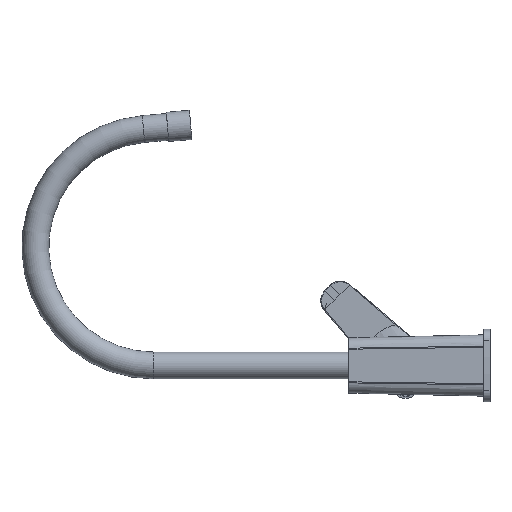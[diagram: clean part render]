
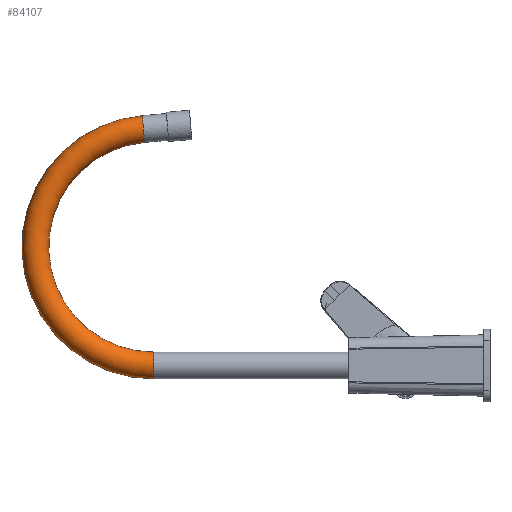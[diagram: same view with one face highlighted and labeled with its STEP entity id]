
A CAD part, left-side view. The second image highlights one B-rep face of the part: STEP entity #84107.
In plain terms, the highlighted toroidal (fillet/blend) face has major radius 97 mm and minor radius 11 mm.
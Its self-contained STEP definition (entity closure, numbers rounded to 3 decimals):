
#2171=CARTESIAN_POINT('',(0.,270.3,97.));
#2172=DIRECTION('',(1.,0.,0.));
#2173=DIRECTION('',(0.,0.,-1.));
#2174=AXIS2_PLACEMENT_3D('',#2171,#2172,#2173);
#29044=CARTESIAN_POINT('',(0.,270.3,0.));
#29045=DIRECTION('',(0.,1.,0.));
#29046=DIRECTION('',(0.,0.,-1.));
#29047=AXIS2_PLACEMENT_3D('',#29044,#29045,#29046);
#29049=CARTESIAN_POINT('',(0.,270.3,97.));
#29050=DIRECTION('',(1.,0.,0.));
#29051=DIRECTION('',(0.,0.,-1.));
#29052=AXIS2_PLACEMENT_3D('',#29049,#29050,#29051);
#29054=CARTESIAN_POINT('',(0.,278.754,193.631));
#29055=DIRECTION('',(0.,-0.996,0.087));
#29056=DIRECTION('',(0.,0.087,0.996));
#29057=AXIS2_PLACEMENT_3D('',#29054,#29055,#29056);
#35300=CARTESIAN_POINT('',(0.,270.3,11.));
#35301=CARTESIAN_POINT('',(0.,270.3,-11.));
#35302=VERTEX_POINT('',#35300);
#35303=VERTEX_POINT('',#35301);
#35308=CARTESIAN_POINT('',(0.,277.795,182.673));
#35309=CARTESIAN_POINT('',(0.,279.713,204.589));
#35310=VERTEX_POINT('',#35308);
#35311=VERTEX_POINT('',#35309);
#84095=CARTESIAN_POINT('',(0.,270.3,97.));
#84096=DIRECTION('',(1.,0.,0.));
#84097=DIRECTION('',(0.,0.,1.));
#84098=AXIS2_PLACEMENT_3D('',#84095,#84096,#84097);
#84099=TOROIDAL_SURFACE('',#84098,97.,11.);
#84100=ORIENTED_EDGE('',*,*,#84082,.F.);
#84101=ORIENTED_EDGE('',*,*,#38585,.T.);
#84103=ORIENTED_EDGE('',*,*,#84102,.T.);
#84104=ORIENTED_EDGE('',*,*,#38582,.F.);
#84105=EDGE_LOOP('',(#84100,#84101,#84103,#84104));
#84106=FACE_OUTER_BOUND('',#84105,.F.);
#84107=ADVANCED_FACE('',(#84106),#84099,.T.);
#2175=CIRCLE('',#2174,86.);
#29048=CIRCLE('',#29047,11.);
#29053=CIRCLE('',#29052,108.);
#29058=CIRCLE('',#29057,11.);
#38582=EDGE_CURVE('',#35302,#35310,#2175,.T.);
#38585=EDGE_CURVE('',#35303,#35311,#29053,.T.);
#84082=EDGE_CURVE('',#35303,#35302,#29048,.T.);
#84102=EDGE_CURVE('',#35311,#35310,#29058,.T.);
